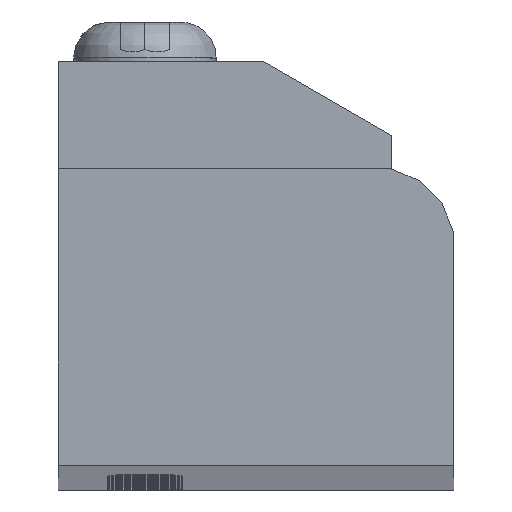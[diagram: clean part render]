
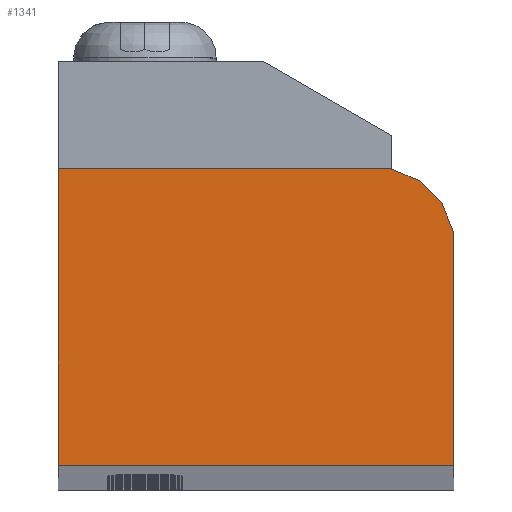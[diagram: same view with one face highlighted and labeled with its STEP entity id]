
A CAD part, top view. The second image highlights one B-rep face of the part: STEP entity #1341.
In plain terms, the highlighted planar face has unit normal (0, 0, 1).
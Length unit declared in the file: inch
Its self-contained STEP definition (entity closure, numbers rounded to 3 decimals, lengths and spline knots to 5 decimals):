
#950=CARTESIAN_POINT('',(0.0,0.0,36.0));
#951=VERTEX_POINT('',#950);
#952=CARTESIAN_POINT('',(0.,0.75,36.0));
#953=VERTEX_POINT('',#952);
#954=CARTESIAN_POINT('',(0.0,0.0,36.0));
#955=DIRECTION('',(0.0,1.0,0.0));
#956=VECTOR('',#955,0.75);
#957=LINE('',#954,#956);
#958=EDGE_CURVE('',#951,#953,#957,.T.);
#996=CARTESIAN_POINT('',(0.84044,0.75,36.0));
#997=VERTEX_POINT('',#996);
#998=CARTESIAN_POINT('',(0.,0.75,36.0));
#999=DIRECTION('',(1.0,0.0,0.0));
#1000=VECTOR('',#999,0.84044);
#1001=LINE('',#998,#1000);
#1002=EDGE_CURVE('',#953,#997,#1001,.T.);
#1099=CARTESIAN_POINT('',(0.91282,0.72002,36.0));
#1100=VERTEX_POINT('',#1099);
#1101=CARTESIAN_POINT('',(0.84044,0.75,36.0));
#1102=DIRECTION('',(0.924,-0.383,0.0));
#1103=VECTOR('',#1102,0.07834);
#1104=LINE('',#1101,#1103);
#1105=EDGE_CURVE('',#997,#1100,#1104,.T.);
#1130=CARTESIAN_POINT('',(0.96939,0.66345,36.0));
#1131=VERTEX_POINT('',#1130);
#1132=CARTESIAN_POINT('',(0.91282,0.72002,36.0));
#1133=DIRECTION('',(0.707,-0.707,0.0));
#1134=VECTOR('',#1133,0.08);
#1135=LINE('',#1132,#1134);
#1136=EDGE_CURVE('',#1100,#1131,#1135,.T.);
#1161=CARTESIAN_POINT('',(1.0,0.58954,36.0));
#1162=VERTEX_POINT('',#1161);
#1163=CARTESIAN_POINT('',(0.96939,0.66345,36.0));
#1164=DIRECTION('',(0.383,-0.924,0.0));
#1165=VECTOR('',#1164,0.08);
#1166=LINE('',#1163,#1165);
#1167=EDGE_CURVE('',#1131,#1162,#1166,.T.);
#1192=CARTESIAN_POINT('',(1.0,0.,36.0));
#1193=VERTEX_POINT('',#1192);
#1194=CARTESIAN_POINT('',(1.0,0.58954,36.0));
#1195=DIRECTION('',(0.0,-1.0,0.0));
#1196=VECTOR('',#1195,0.58954);
#1197=LINE('',#1194,#1196);
#1198=EDGE_CURVE('',#1162,#1193,#1197,.T.);
#1223=CARTESIAN_POINT('',(1.0,0.,36.0));
#1224=DIRECTION('',(-1.0,0.0,0.0));
#1225=VECTOR('',#1224,1.0);
#1226=LINE('',#1223,#1225);
#1227=EDGE_CURVE('',#1193,#951,#1226,.T.);
#1327=CARTESIAN_POINT('',(0.48721,0.36521,36.0));
#1328=DIRECTION('',(0.0,0.0,1.0));
#1329=DIRECTION('',(1.0,0.0,0.0));
#1330=AXIS2_PLACEMENT_3D('',#1327,#1328,#1329);
#1331=PLANE('',#1330);
#1332=ORIENTED_EDGE('',*,*,#958,.F.);
#1333=ORIENTED_EDGE('',*,*,#1227,.F.);
#1334=ORIENTED_EDGE('',*,*,#1198,.F.);
#1335=ORIENTED_EDGE('',*,*,#1167,.F.);
#1336=ORIENTED_EDGE('',*,*,#1136,.F.);
#1337=ORIENTED_EDGE('',*,*,#1105,.F.);
#1338=ORIENTED_EDGE('',*,*,#1002,.F.);
#1339=EDGE_LOOP('',(#1332,#1333,#1334,#1335,#1336,#1337,#1338));
#1340=FACE_OUTER_BOUND('',#1339,.T.);
#1341=ADVANCED_FACE('',(#1340),#1331,.T.);
